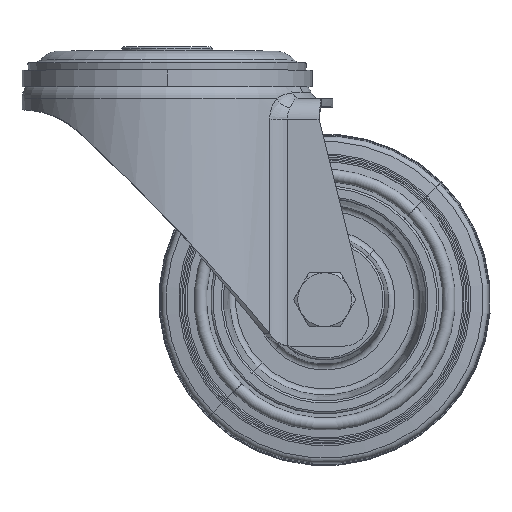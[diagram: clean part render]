
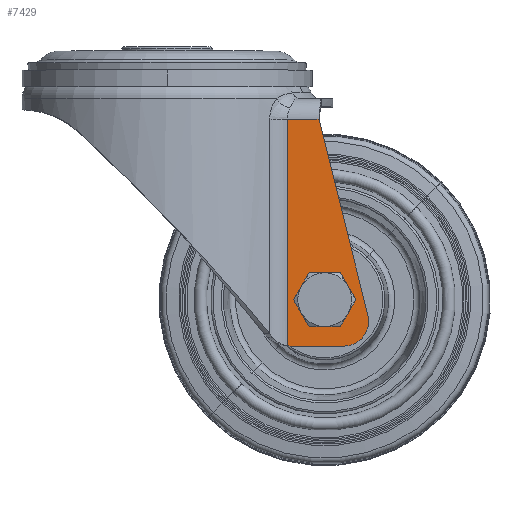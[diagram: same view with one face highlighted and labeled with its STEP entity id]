
A CAD part, top view. The second image highlights one B-rep face of the part: STEP entity #7429.
In plain terms, the highlighted planar face has unit normal (0, 0, 1).
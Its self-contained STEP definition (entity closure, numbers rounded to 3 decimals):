
#171 = B_SPLINE_CURVE_WITH_KNOTS ( 'NONE', 3,
 ( #16564, #4043, #12703, #8490 ),
 .UNSPECIFIED., .F., .F.,
 ( 4, 4 ),
 ( 0., 1. ),
 .UNSPECIFIED. ) ;
#311 = ORIENTED_EDGE ( 'NONE', *, *, #15919, .F. ) ;
#667 = VERTEX_POINT ( 'NONE', #2643 ) ;
#1416 = CARTESIAN_POINT ( 'NONE',  ( 36.638, -17.5, 23. ) ) ;
#1776 = DIRECTION ( 'NONE',  ( 0., 0., -1. ) ) ;
#2031 = EDGE_CURVE ( 'NONE', #9273, #6873, #171, .T. ) ;
#2643 = CARTESIAN_POINT ( 'NONE',  ( 48.419, -64.748, 23. ) ) ;
#2864 = DIRECTION ( 'NONE',  ( -1., 0., 0. ) ) ;
#3193 = VERTEX_POINT ( 'NONE', #4110 ) ;
#3549 = CIRCLE ( 'NONE', #11973, 6. ) ;
#3574 = VERTEX_POINT ( 'NONE', #5805 ) ;
#3970 = CARTESIAN_POINT ( 'NONE',  ( 28.983, -17.5, 23. ) ) ;
#4043 = CARTESIAN_POINT ( 'NONE',  ( 31.534, -17.5, 23. ) ) ;
#4110 = CARTESIAN_POINT ( 'NONE',  ( 42.597, -72.2, 23. ) ) ;
#4395 = LINE ( 'NONE', #15427, #10462 ) ;
#5320 = FACE_OUTER_BOUND ( 'NONE', #17201, .T. ) ;
#5564 = VERTEX_POINT ( 'NONE', #7561 ) ;
#5685 = DIRECTION ( 'NONE',  ( 0., 0., 1. ) ) ;
#5805 = CARTESIAN_POINT ( 'NONE',  ( 28.983, -72.113, 23. ) ) ;
#5981 = DIRECTION ( 'NONE',  ( 0., -1., 0. ) ) ;
#6080 = CARTESIAN_POINT ( 'NONE',  ( 38., -61., 23. ) ) ;
#6503 = VECTOR ( 'NONE', #6904, 1000. ) ;
#6873 = VERTEX_POINT ( 'NONE', #1416 ) ;
#6897 = DIRECTION ( 'NONE',  ( 1., 0., 0. ) ) ;
#6904 = DIRECTION ( 'NONE',  ( -1., 0., 0. ) ) ;
#6998 = DIRECTION ( 'NONE',  ( 0.97, 0.242, 0. ) ) ;
#7415 = CARTESIAN_POINT ( 'NONE',  ( 33.9, -61., 23. ) ) ;
#7429 = ADVANCED_FACE ( 'NONE', ( #13726, #5320 ), #13634, .T. ) ;
#7561 = CARTESIAN_POINT ( 'NONE',  ( 42.1, -61., 23. ) ) ;
#7608 = B_SPLINE_CURVE_WITH_KNOTS ( 'NONE', 3,
 ( #14300, #8984, #10146, #13092 ),
 .UNSPECIFIED., .F., .F.,
 ( 4, 4 ),
 ( 0., 1. ),
 .UNSPECIFIED. ) ;
#7645 = CARTESIAN_POINT ( 'NONE',  ( 30., -72.2, 23. ) ) ;
#7657 = AXIS2_PLACEMENT_3D ( 'NONE', #9780, #15354, #2864 ) ;
#7728 = DIRECTION ( 'NONE',  ( 0., 0., 1. ) ) ;
#7928 = AXIS2_PLACEMENT_3D ( 'NONE', #10802, #13933, #6998 ) ;
#8231 = EDGE_CURVE ( 'NONE', #5564, #16007, #16752, .T. ) ;
#8490 = CARTESIAN_POINT ( 'NONE',  ( 36.638, -17.5, 23. ) ) ;
#8659 = ORIENTED_EDGE ( 'NONE', *, *, #13779, .F. ) ;
#8864 = AXIS2_PLACEMENT_3D ( 'NONE', #6080, #7728, #13294 ) ;
#8984 = CARTESIAN_POINT ( 'NONE',  ( 28.983, -53.909, 23. ) ) ;
#9273 = VERTEX_POINT ( 'NONE', #3970 ) ;
#9780 = CARTESIAN_POINT ( 'NONE',  ( 38., -61., 23. ) ) ;
#9933 = DIRECTION ( 'NONE',  ( 0.242, -0.97, 0. ) ) ;
#10146 = CARTESIAN_POINT ( 'NONE',  ( 28.983, -35.704, 23. ) ) ;
#10399 = EDGE_CURVE ( 'NONE', #3193, #16284, #13735, .T. ) ;
#10462 = VECTOR ( 'NONE', #9933, 1000. ) ;
#10514 = CARTESIAN_POINT ( 'NONE',  ( 42.597, -72.2, 23. ) ) ;
#10534 = ORIENTED_EDGE ( 'NONE', *, *, #11933, .F. ) ;
#10802 = CARTESIAN_POINT ( 'NONE',  ( 42.597, -66.2, 23. ) ) ;
#10904 = ORIENTED_EDGE ( 'NONE', *, *, #2031, .F. ) ;
#11376 = CIRCLE ( 'NONE', #7928, 6. ) ;
#11395 = ORIENTED_EDGE ( 'NONE', *, *, #13358, .F. ) ;
#11823 = EDGE_CURVE ( 'NONE', #667, #3193, #11376, .T. ) ;
#11933 = EDGE_CURVE ( 'NONE', #16284, #3574, #3549, .T. ) ;
#11973 = AXIS2_PLACEMENT_3D ( 'NONE', #14293, #1776, #5981 ) ;
#12611 = CARTESIAN_POINT ( 'NONE',  ( 114., -12.5, 23. ) ) ;
#12703 = CARTESIAN_POINT ( 'NONE',  ( 34.086, -17.5, 23. ) ) ;
#13092 = CARTESIAN_POINT ( 'NONE',  ( 28.983, -17.5, 23. ) ) ;
#13294 = DIRECTION ( 'NONE',  ( 1., 0., 0. ) ) ;
#13358 = EDGE_CURVE ( 'NONE', #3574, #9273, #7608, .T. ) ;
#13634 = PLANE ( 'NONE',  #14939 ) ;
#13726 = FACE_BOUND ( 'NONE', #16902, .T. ) ;
#13735 = LINE ( 'NONE', #10514, #6503 ) ;
#13779 = EDGE_CURVE ( 'NONE', #6873, #667, #4395, .T. ) ;
#13933 = DIRECTION ( 'NONE',  ( 0., 0., -1. ) ) ;
#14293 = CARTESIAN_POINT ( 'NONE',  ( 30., -66.2, 23. ) ) ;
#14300 = CARTESIAN_POINT ( 'NONE',  ( 28.983, -72.113, 23. ) ) ;
#14939 = AXIS2_PLACEMENT_3D ( 'NONE', #12611, #5685, #6897 ) ;
#15354 = DIRECTION ( 'NONE',  ( 0., 0., 1. ) ) ;
#15427 = CARTESIAN_POINT ( 'NONE',  ( 36.638, -17.5, 23. ) ) ;
#15532 = CIRCLE ( 'NONE', #7657, 4.1 ) ;
#15660 = ORIENTED_EDGE ( 'NONE', *, *, #8231, .F. ) ;
#15919 = EDGE_CURVE ( 'NONE', #16007, #5564, #15532, .T. ) ;
#16007 = VERTEX_POINT ( 'NONE', #7415 ) ;
#16284 = VERTEX_POINT ( 'NONE', #7645 ) ;
#16383 = ORIENTED_EDGE ( 'NONE', *, *, #10399, .F. ) ;
#16388 = ORIENTED_EDGE ( 'NONE', *, *, #11823, .F. ) ;
#16564 = CARTESIAN_POINT ( 'NONE',  ( 28.983, -17.5, 23. ) ) ;
#16752 = CIRCLE ( 'NONE', #8864, 4.1 ) ;
#16902 = EDGE_LOOP ( 'NONE', ( #15660, #311 ) ) ;
#17201 = EDGE_LOOP ( 'NONE', ( #16383, #16388, #8659, #10904, #11395, #10534 ) ) ;
